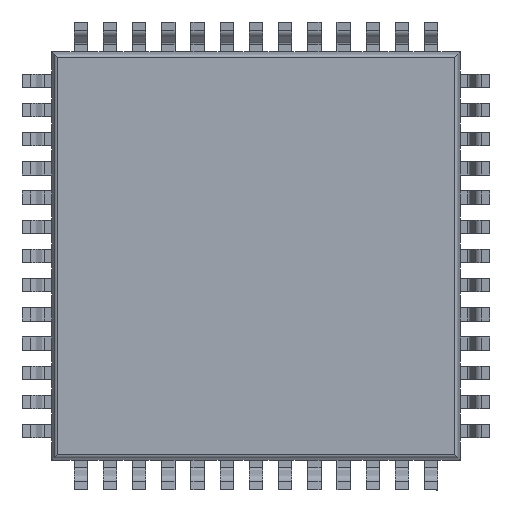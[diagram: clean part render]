
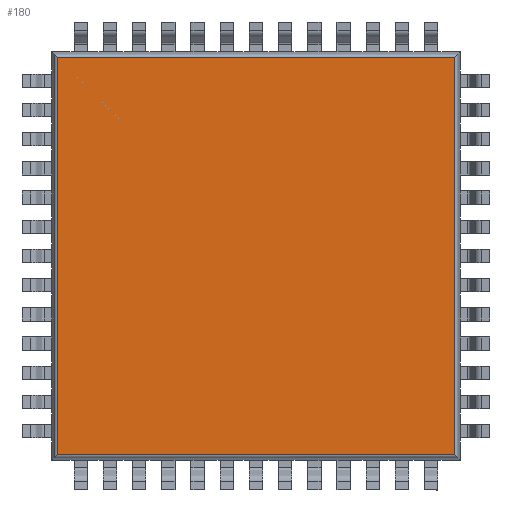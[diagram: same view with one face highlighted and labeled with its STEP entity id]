
A CAD part, front view. The second image highlights one B-rep face of the part: STEP entity #180.
In plain terms, the highlighted planar face has unit normal (0, -1, 0).
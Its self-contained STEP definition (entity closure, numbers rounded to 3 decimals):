
#139 = EDGE_CURVE ( 'NONE', #149, #172, #28181, .T. ) ;
#149 = VERTEX_POINT ( 'NONE', #28165 ) ;
#150 = ORIENTED_EDGE ( 'NONE', *, *, #139, .T. ) ;
#151 = ORIENTED_EDGE ( 'NONE', *, *, #152, .T. ) ;
#152 = EDGE_CURVE ( 'NONE', #154, #149, #28164, .T. ) ;
#153 = EDGE_CURVE ( 'NONE', #158, #154, #28160, .T. ) ;
#154 = VERTEX_POINT ( 'NONE', #28156 ) ;
#158 = VERTEX_POINT ( 'NONE', #28191 ) ;
#159 = ORIENTED_EDGE ( 'NONE', *, *, #153, .T. ) ;
#171 = EDGE_CURVE ( 'NONE', #172, #158, #28231, .T. ) ;
#172 = VERTEX_POINT ( 'NONE', #28227 ) ;
#177 = EDGE_LOOP ( 'NONE', ( #178, #159, #151, #150 ) ) ;
#178 = ORIENTED_EDGE ( 'NONE', *, *, #171, .T. ) ;
#180 = ADVANCED_FACE ( 'NONE', ( #28219 ), #28260, .T. ) ;
#28156 = CARTESIAN_POINT ( 'NONE',  ( 6.807, 0.15, -6.807 ) ) ;
#28157 = DIRECTION ( 'NONE',  ( 1., 0., 0. ) ) ;
#28158 = VECTOR ( 'NONE', #28157, 1000. ) ;
#28159 = CARTESIAN_POINT ( 'NONE',  ( -7., 0.15, -6.807 ) ) ;
#28160 = LINE ( 'NONE', #28159, #28158 ) ;
#28161 = DIRECTION ( 'NONE',  ( 0., 0., 1. ) ) ;
#28162 = VECTOR ( 'NONE', #28161, 1000. ) ;
#28163 = CARTESIAN_POINT ( 'NONE',  ( 6.807, 0.15, -7. ) ) ;
#28164 = LINE ( 'NONE', #28163, #28162 ) ;
#28165 = CARTESIAN_POINT ( 'NONE',  ( 6.807, 0.15, 6.807 ) ) ;
#28178 = DIRECTION ( 'NONE',  ( -1., 0., 0. ) ) ;
#28179 = VECTOR ( 'NONE', #28178, 1000. ) ;
#28180 = CARTESIAN_POINT ( 'NONE',  ( -7., 0.15, 6.807 ) ) ;
#28181 = LINE ( 'NONE', #28180, #28179 ) ;
#28191 = CARTESIAN_POINT ( 'NONE',  ( -6.807, 0.15, -6.807 ) ) ;
#28219 = FACE_OUTER_BOUND ( 'NONE', #177, .T. ) ;
#28227 = CARTESIAN_POINT ( 'NONE',  ( -6.807, 0.15, 6.807 ) ) ;
#28228 = DIRECTION ( 'NONE',  ( 0., 0., -1. ) ) ;
#28229 = VECTOR ( 'NONE', #28228, 1000. ) ;
#28230 = CARTESIAN_POINT ( 'NONE',  ( -6.807, 0.15, -7. ) ) ;
#28231 = LINE ( 'NONE', #28230, #28229 ) ;
#28254 = DIRECTION ( 'NONE',  ( 0., 0., -1. ) ) ;
#28255 = DIRECTION ( 'NONE',  ( 0., -1., 0. ) ) ;
#28256 = CARTESIAN_POINT ( 'NONE',  ( -7., 0.15, -7. ) ) ;
#28257 = AXIS2_PLACEMENT_3D ( 'NONE', #28256, #28255, #28254 ) ;
#28260 = PLANE ( 'NONE',  #28257 ) ;
